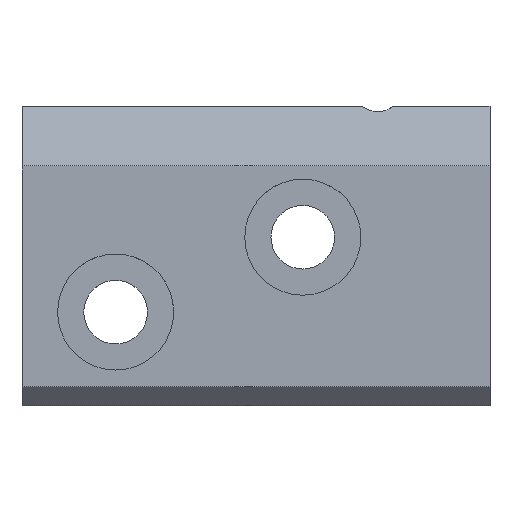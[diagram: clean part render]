
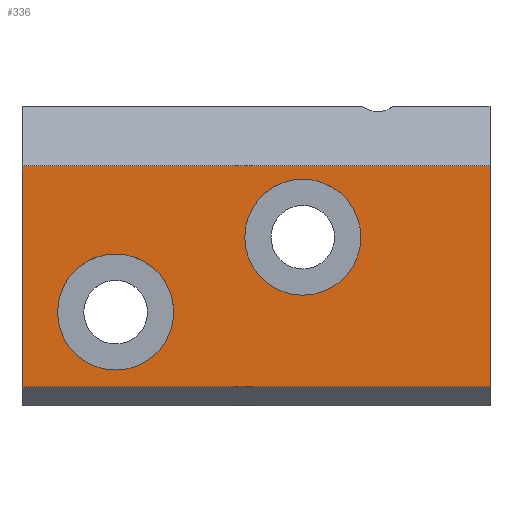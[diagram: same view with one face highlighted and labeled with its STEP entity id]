
A CAD part, top view. The second image highlights one B-rep face of the part: STEP entity #336.
In plain terms, the highlighted planar face has unit normal (0, 0, 1).
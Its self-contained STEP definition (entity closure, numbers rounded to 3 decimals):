
#30 = AXIS2_PLACEMENT_3D ( 'NONE', #345, #185, #584 ) ;
#31 = DIRECTION ( 'NONE',  ( 0., 0., 1. ) ) ;
#32 = CARTESIAN_POINT ( 'NONE',  ( 40., -20., -24. ) ) ;
#34 = VECTOR ( 'NONE', #486, 1000. ) ;
#37 = CARTESIAN_POINT ( 'NONE',  ( 55., -15.1, -24. ) ) ;
#49 = VERTEX_POINT ( 'NONE', #145 ) ;
#50 = DIRECTION ( 'NONE',  ( 0., -1., 0. ) ) ;
#60 = DIRECTION ( 'NONE',  ( 0., 1., 0. ) ) ;
#78 = FACE_BOUND ( 'NONE', #133, .T. ) ;
#92 = VERTEX_POINT ( 'NONE', #305 ) ;
#103 = EDGE_LOOP ( 'NONE', ( #528, #462 ) ) ;
#112 = CARTESIAN_POINT ( 'NONE',  ( 55., -12., -24. ) ) ;
#122 = CIRCLE ( 'NONE', #573, 3.1 ) ;
#128 = EDGE_CURVE ( 'NONE', #404, #163, #166, .T. ) ;
#133 = EDGE_LOOP ( 'NONE', ( #348, #502 ) ) ;
#134 = AXIS2_PLACEMENT_3D ( 'NONE', #401, #605, #603 ) ;
#138 = DIRECTION ( 'NONE',  ( 0., 1., 0. ) ) ;
#145 = CARTESIAN_POINT ( 'NONE',  ( 45., -12.9, -24. ) ) ;
#150 = DIRECTION ( 'NONE',  ( 0., 0., -1. ) ) ;
#153 = ORIENTED_EDGE ( 'NONE', *, *, #457, .F. ) ;
#160 = CIRCLE ( 'NONE', #30, 3.1 ) ;
#163 = VERTEX_POINT ( 'NONE', #207 ) ;
#166 = CIRCLE ( 'NONE', #264, 3.1 ) ;
#185 = DIRECTION ( 'NONE',  ( 0., 0., -1. ) ) ;
#196 = VERTEX_POINT ( 'NONE', #622 ) ;
#207 = CARTESIAN_POINT ( 'NONE',  ( 55., -8.9, -24. ) ) ;
#208 = EDGE_CURVE ( 'NONE', #363, #511, #499, .T. ) ;
#209 = EDGE_LOOP ( 'NONE', ( #618, #241, #153, #460 ) ) ;
#227 = CARTESIAN_POINT ( 'NONE',  ( 40., -5., -24. ) ) ;
#230 = CARTESIAN_POINT ( 'NONE',  ( 38., -8.198, -24. ) ) ;
#235 = DIRECTION ( 'NONE',  ( 0., 0., -1. ) ) ;
#241 = ORIENTED_EDGE ( 'NONE', *, *, #208, .T. ) ;
#259 = LINE ( 'NONE', #490, #461 ) ;
#264 = AXIS2_PLACEMENT_3D ( 'NONE', #112, #150, #60 ) ;
#271 = AXIS2_PLACEMENT_3D ( 'NONE', #379, #31, #327 ) ;
#275 = CARTESIAN_POINT ( 'NONE',  ( 45., -19.1, -24. ) ) ;
#305 = CARTESIAN_POINT ( 'NONE',  ( 40., -8.198, -24. ) ) ;
#306 = EDGE_CURVE ( 'NONE', #92, #363, #467, .T. ) ;
#316 = CARTESIAN_POINT ( 'NONE',  ( 40., -20., -24. ) ) ;
#325 = LINE ( 'NONE', #230, #34 ) ;
#327 = DIRECTION ( 'NONE',  ( 0., -1., 0. ) ) ;
#332 = VECTOR ( 'NONE', #577, 1000. ) ;
#336 = ADVANCED_FACE ( 'NONE', ( #521, #78, #641 ), #628, .T. ) ;
#337 = CARTESIAN_POINT ( 'NONE',  ( 45., -16., -24. ) ) ;
#345 = CARTESIAN_POINT ( 'NONE',  ( 45., -16., -24. ) ) ;
#348 = ORIENTED_EDGE ( 'NONE', *, *, #588, .T. ) ;
#363 = VERTEX_POINT ( 'NONE', #32 ) ;
#372 = EDGE_CURVE ( 'NONE', #196, #92, #325, .T. ) ;
#379 = CARTESIAN_POINT ( 'NONE',  ( 40., -5., -24. ) ) ;
#391 = CARTESIAN_POINT ( 'NONE',  ( 65., -20., -24. ) ) ;
#394 = VERTEX_POINT ( 'NONE', #275 ) ;
#401 = CARTESIAN_POINT ( 'NONE',  ( 55., -12., -24. ) ) ;
#404 = VERTEX_POINT ( 'NONE', #37 ) ;
#431 = VECTOR ( 'NONE', #466, 1000. ) ;
#443 = CIRCLE ( 'NONE', #134, 3.1 ) ;
#457 = EDGE_CURVE ( 'NONE', #196, #511, #259, .T. ) ;
#460 = ORIENTED_EDGE ( 'NONE', *, *, #372, .T. ) ;
#461 = VECTOR ( 'NONE', #50, 1000. ) ;
#462 = ORIENTED_EDGE ( 'NONE', *, *, #523, .T. ) ;
#466 = DIRECTION ( 'NONE',  ( 1., 0., 0. ) ) ;
#467 = LINE ( 'NONE', #227, #332 ) ;
#486 = DIRECTION ( 'NONE',  ( -1., 0., 0. ) ) ;
#490 = CARTESIAN_POINT ( 'NONE',  ( 65., -5., -24. ) ) ;
#491 = EDGE_CURVE ( 'NONE', #49, #394, #160, .T. ) ;
#499 = LINE ( 'NONE', #316, #431 ) ;
#502 = ORIENTED_EDGE ( 'NONE', *, *, #128, .T. ) ;
#511 = VERTEX_POINT ( 'NONE', #391 ) ;
#521 = FACE_BOUND ( 'NONE', #103, .T. ) ;
#523 = EDGE_CURVE ( 'NONE', #394, #49, #122, .T. ) ;
#528 = ORIENTED_EDGE ( 'NONE', *, *, #491, .T. ) ;
#573 = AXIS2_PLACEMENT_3D ( 'NONE', #337, #235, #138 ) ;
#577 = DIRECTION ( 'NONE',  ( 0., -1., 0. ) ) ;
#584 = DIRECTION ( 'NONE',  ( 0., 1., 0. ) ) ;
#588 = EDGE_CURVE ( 'NONE', #163, #404, #443, .T. ) ;
#603 = DIRECTION ( 'NONE',  ( 0., 1., 0. ) ) ;
#605 = DIRECTION ( 'NONE',  ( 0., 0., -1. ) ) ;
#618 = ORIENTED_EDGE ( 'NONE', *, *, #306, .T. ) ;
#622 = CARTESIAN_POINT ( 'NONE',  ( 65., -8.198, -24. ) ) ;
#628 = PLANE ( 'NONE',  #271 ) ;
#641 = FACE_OUTER_BOUND ( 'NONE', #209, .T. ) ;
